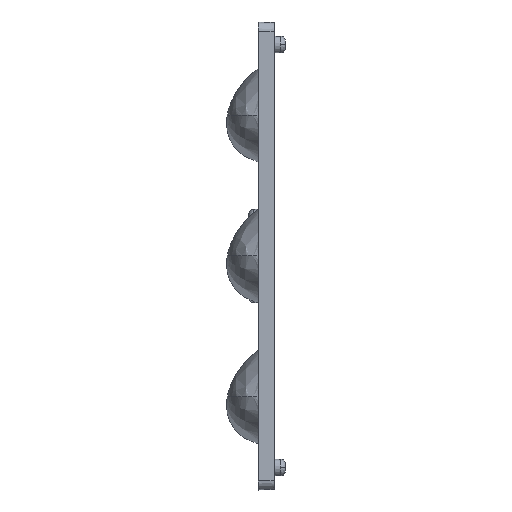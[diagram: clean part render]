
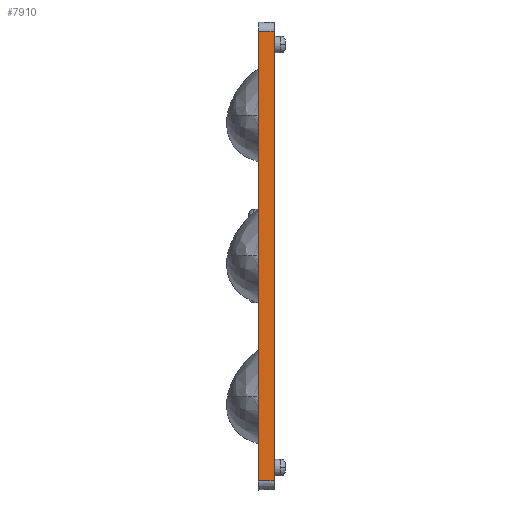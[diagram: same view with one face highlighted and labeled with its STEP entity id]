
A CAD part, left-side view. The second image highlights one B-rep face of the part: STEP entity #7910.
In plain terms, the highlighted planar face has unit normal (-0.999, -0.035, 0).
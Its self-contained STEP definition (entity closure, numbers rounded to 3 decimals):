
#319 = EDGE_CURVE ( 'NONE', #6112, #1637, #9070, .T. ) ;
#602 = EDGE_LOOP ( 'NONE', ( #7572, #7913, #7943, #6994 ) ) ;
#654 = PLANE ( 'NONE',  #4295 ) ;
#700 = VECTOR ( 'NONE', #5524, 1000. ) ;
#726 = VERTEX_POINT ( 'NONE', #5839 ) ;
#1349 = CARTESIAN_POINT ( 'NONE',  ( -24.841, 0., -15. ) ) ;
#1486 = EDGE_CURVE ( 'NONE', #6112, #3901, #5246, .T. ) ;
#1637 = VERTEX_POINT ( 'NONE', #4037 ) ;
#1668 = DIRECTION ( 'NONE',  ( 0., 0., -1. ) ) ;
#2671 = CARTESIAN_POINT ( 'NONE',  ( -17450.305, 499000., 23.9 ) ) ;
#2776 = DIRECTION ( 'NONE',  ( 0.035, -0.999, 0. ) ) ;
#3201 = VECTOR ( 'NONE', #2776, 1000. ) ;
#3537 = CARTESIAN_POINT ( 'NONE',  ( -24.9, 1.7, -26.783 ) ) ;
#3901 = VERTEX_POINT ( 'NONE', #7792 ) ;
#4037 = CARTESIAN_POINT ( 'NONE',  ( -24.841, 0., 23.9 ) ) ;
#4133 = EDGE_CURVE ( 'NONE', #3901, #726, #6340, .T. ) ;
#4242 = DIRECTION ( 'NONE',  ( 0., 0., 1. ) ) ;
#4295 = AXIS2_PLACEMENT_3D ( 'NONE', #3537, #6391, #9231 ) ;
#5246 = LINE ( 'NONE', #8097, #7980 ) ;
#5524 = DIRECTION ( 'NONE',  ( 0.035, -0.999, 0. ) ) ;
#5839 = CARTESIAN_POINT ( 'NONE',  ( -24.841, 0., -23.9 ) ) ;
#6112 = VERTEX_POINT ( 'NONE', #6530 ) ;
#6340 = LINE ( 'NONE', #9181, #3201 ) ;
#6391 = DIRECTION ( 'NONE',  ( -0.999, -0.035, 0. ) ) ;
#6530 = CARTESIAN_POINT ( 'NONE',  ( -24.9, 1.7, 23.9 ) ) ;
#6994 = ORIENTED_EDGE ( 'NONE', *, *, #319, .F. ) ;
#7089 = FACE_OUTER_BOUND ( 'NONE', #602, .T. ) ;
#7572 = ORIENTED_EDGE ( 'NONE', *, *, #1486, .T. ) ;
#7787 = LINE ( 'NONE', #1349, #8325 ) ;
#7792 = CARTESIAN_POINT ( 'NONE',  ( -24.9, 1.7, -23.9 ) ) ;
#7899 = EDGE_CURVE ( 'NONE', #726, #1637, #7787, .T. ) ;
#7910 = ADVANCED_FACE ( 'NONE', ( #7089 ), #654, .T. ) ;
#7913 = ORIENTED_EDGE ( 'NONE', *, *, #4133, .T. ) ;
#7943 = ORIENTED_EDGE ( 'NONE', *, *, #7899, .T. ) ;
#7980 = VECTOR ( 'NONE', #1668, 1000. ) ;
#8097 = CARTESIAN_POINT ( 'NONE',  ( -24.9, 1.7, -26.783 ) ) ;
#8325 = VECTOR ( 'NONE', #4242, 1000. ) ;
#9070 = LINE ( 'NONE', #2671, #700 ) ;
#9181 = CARTESIAN_POINT ( 'NONE',  ( -24.9, 1.7, -23.9 ) ) ;
#9231 = DIRECTION ( 'NONE',  ( 0.035, -0.999, 0. ) ) ;
